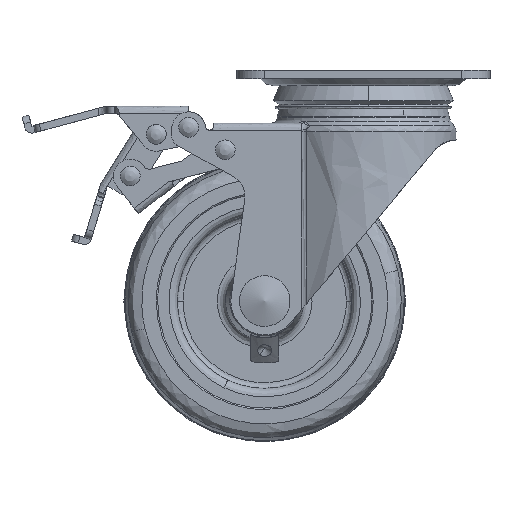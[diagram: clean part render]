
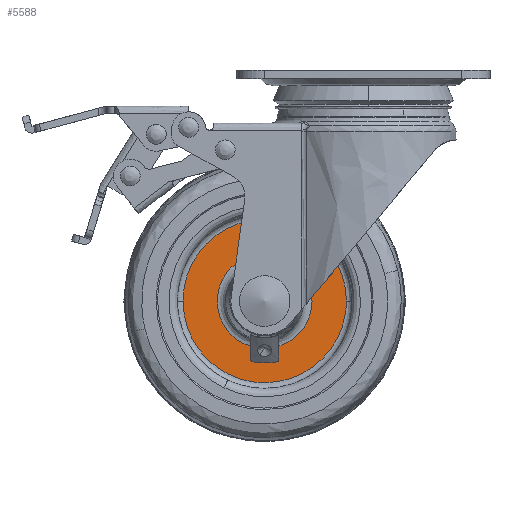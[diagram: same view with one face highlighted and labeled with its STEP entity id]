
A CAD part, front view. The second image highlights one B-rep face of the part: STEP entity #5588.
In plain terms, the highlighted free-form (B-spline) face has degree [1, 1] with [2, 2] control points.
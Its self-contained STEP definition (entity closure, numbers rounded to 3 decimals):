
#4887=CARTESIAN_POINT('',(-64.,-8.0,-82.));
#4888=VERTEX_POINT('',#4887);
#4902=CARTESIAN_POINT('',(-35.0,-8.0,-53.));
#4903=VERTEX_POINT('',#4902);
#4904=CARTESIAN_POINT('',(-35.0,-8.0,-53.));
#4905=CARTESIAN_POINT('',(-64.,-8.0,-53.));
#4906=CARTESIAN_POINT('',(-64.,-8.0,-82.));
#4914=(BOUNDED_CURVE()B_SPLINE_CURVE(2,(#4904,#4905,#4906),.UNSPECIFIED.,.F.,.U.)B_SPLINE_CURVE_WITH_KNOTS((3,3),(0.5,0.75),.UNSPECIFIED.)CURVE()GEOMETRIC_REPRESENTATION_ITEM()RATIONAL_B_SPLINE_CURVE((1.0,0.707,1.0))REPRESENTATION_ITEM(''));
#4915=EDGE_CURVE('',#4903,#4888,#4914,.T.);
#4917=CARTESIAN_POINT('',(-6.,-8.0,-82.));
#4918=VERTEX_POINT('',#4917);
#4919=CARTESIAN_POINT('',(-6.,-8.0,-82.));
#4920=CARTESIAN_POINT('',(-6.,-8.0,-53.));
#4921=CARTESIAN_POINT('',(-35.0,-8.0,-53.));
#4929=(BOUNDED_CURVE()B_SPLINE_CURVE(2,(#4919,#4920,#4921),.UNSPECIFIED.,.F.,.U.)B_SPLINE_CURVE_WITH_KNOTS((3,3),(0.25,0.5),.UNSPECIFIED.)CURVE()GEOMETRIC_REPRESENTATION_ITEM()RATIONAL_B_SPLINE_CURVE((1.,0.707,1.0))REPRESENTATION_ITEM(''));
#4930=EDGE_CURVE('',#4918,#4903,#4929,.T.);
#4973=CARTESIAN_POINT('',(-35.0,-8.0,-111.));
#4974=VERTEX_POINT('',#4973);
#4975=CARTESIAN_POINT('',(-35.0,-8.0,-111.));
#4976=CARTESIAN_POINT('',(-6.,-8.0,-111.));
#4977=CARTESIAN_POINT('',(-6.,-8.0,-82.));
#4985=(BOUNDED_CURVE()B_SPLINE_CURVE(2,(#4975,#4976,#4977),.UNSPECIFIED.,.F.,.U.)B_SPLINE_CURVE_WITH_KNOTS((3,3),(0.0,0.25),.UNSPECIFIED.)CURVE()GEOMETRIC_REPRESENTATION_ITEM()RATIONAL_B_SPLINE_CURVE((1.0,0.707,1.0))REPRESENTATION_ITEM(''));
#4986=EDGE_CURVE('',#4974,#4918,#4985,.T.);
#4988=CARTESIAN_POINT('',(-64.,-8.0,-82.));
#4989=CARTESIAN_POINT('',(-64.,-8.0,-111.));
#4990=CARTESIAN_POINT('',(-35.0,-8.0,-111.));
#4998=(BOUNDED_CURVE()B_SPLINE_CURVE(2,(#4988,#4989,#4990),.UNSPECIFIED.,.F.,.U.)B_SPLINE_CURVE_WITH_KNOTS((3,3),(0.75,1.0),.UNSPECIFIED.)CURVE()GEOMETRIC_REPRESENTATION_ITEM()RATIONAL_B_SPLINE_CURVE((1.0,0.707,1.0))REPRESENTATION_ITEM(''));
#4999=EDGE_CURVE('',#4888,#4974,#4998,.T.);
#5042=CARTESIAN_POINT('',(-30.0,-8.0,-98.051));
#5043=VERTEX_POINT('',#5042);
#5079=CARTESIAN_POINT('',(-40.0,-8.0,-98.051));
#5080=VERTEX_POINT('',#5079);
#5081=CARTESIAN_POINT('',(-30.0,-8.0,-98.051));
#5082=CARTESIAN_POINT('',(-28.991,-8.,-97.737));
#5083=CARTESIAN_POINT('',(-27.033,-8.,-96.918));
#5084=CARTESIAN_POINT('',(-24.586,-8.,-95.298));
#5085=CARTESIAN_POINT('',(-22.673,-8.0,-93.511));
#5086=CARTESIAN_POINT('',(-21.143,-8.,-91.623));
#5087=CARTESIAN_POINT('',(-19.932,-8.0,-89.587));
#5088=CARTESIAN_POINT('',(-19.05,-8.0,-87.457));
#5089=CARTESIAN_POINT('',(-18.43,-8.,-85.173));
#5090=CARTESIAN_POINT('',(-18.167,-8.,-83.006));
#5091=CARTESIAN_POINT('',(-18.198,-8.,-80.517));
#5092=CARTESIAN_POINT('',(-18.517,-8.,-78.419));
#5093=CARTESIAN_POINT('',(-19.246,-8.,-75.974));
#5094=CARTESIAN_POINT('',(-20.153,-8.,-73.987));
#5095=CARTESIAN_POINT('',(-21.603,-8.,-71.736));
#5096=CARTESIAN_POINT('',(-23.543,-8.,-69.534));
#5097=CARTESIAN_POINT('',(-25.995,-8.,-67.696));
#5098=CARTESIAN_POINT('',(-28.723,-8.,-66.325));
#5099=CARTESIAN_POINT('',(-31.522,-8.,-65.443));
#5100=CARTESIAN_POINT('',(-34.75,-8.,-65.084));
#5101=CARTESIAN_POINT('',(-37.799,-8.,-65.338));
#5102=CARTESIAN_POINT('',(-40.333,-8.0,-65.999));
#5103=CARTESIAN_POINT('',(-42.576,-8.0,-66.931));
#5104=CARTESIAN_POINT('',(-44.617,-8.,-68.134));
#5105=CARTESIAN_POINT('',(-46.843,-8.,-69.941));
#5106=CARTESIAN_POINT('',(-48.597,-8.,-71.977));
#5107=CARTESIAN_POINT('',(-50.017,-8.,-74.321));
#5108=CARTESIAN_POINT('',(-51.051,-8.,-76.727));
#5109=CARTESIAN_POINT('',(-51.718,-8.,-79.52));
#5110=CARTESIAN_POINT('',(-51.866,-8.,-82.136));
#5111=CARTESIAN_POINT('',(-51.642,-8.,-84.866));
#5112=CARTESIAN_POINT('',(-50.981,-8.,-87.536));
#5113=CARTESIAN_POINT('',(-49.703,-8.,-90.312));
#5114=CARTESIAN_POINT('',(-48.158,-8.,-92.581));
#5115=CARTESIAN_POINT('',(-46.057,-8.,-94.799));
#5116=CARTESIAN_POINT('',(-43.366,-8.,-96.734));
#5117=CARTESIAN_POINT('',(-41.128,-8.,-97.7));
#5118=CARTESIAN_POINT('',(-40.0,-8.0,-98.051));
#5119=B_SPLINE_CURVE_WITH_KNOTS('',3,(#5081,#5082,#5083,#5084,#5085,#5086,#5087,#5088,#5089,#5090,#5091,#5092,#5093,#5094,#5095,#5096,#5097,#5098,#5099,#5100,#5101,#5102,#5103,#5104,#5105,#5106,#5107,#5108,#5109,#5110,#5111,#5112,#5113,#5114,#5115,#5116,#5117,#5118),.UNSPECIFIED.,.F.,.U.,(4,1,1,1,1,1,1,1,1,1,1,1,1,1,1,1,1,1,1,1,1,1,1,1,1,1,1,1,1,1,1,1,1,1,1,4),(0.,3.17,6.34,8.765,11.003,13.613,15.851,17.903,20.7,22.378,25.362,27.04,30.024,31.889,35.059,38.789,41.027,44.197,47.554,50.724,53.335,55.386,57.997,60.421,63.965,66.016,68.627,71.797,74.594,76.459,80.002,82.8,85.597,88.208,91.937,95.481),.UNSPECIFIED.);
#5120=EDGE_CURVE('',#5043,#5080,#5119,.T.);
#5477=CARTESIAN_POINT('',(-40.0,-8.,-102.616));
#5478=VERTEX_POINT('',#5477);
#5479=CARTESIAN_POINT('',(-40.0,-8.,-102.616));
#5480=CARTESIAN_POINT('',(-40.0,-8.0,-98.051));
#5481=QUASI_UNIFORM_CURVE('',1,(#5479,#5480),.UNSPECIFIED.,.F.,.U.);
#5482=EDGE_CURVE('',#5478,#5080,#5481,.T.);
#5512=CARTESIAN_POINT('',(-30.0,-8.,-102.616));
#5513=VERTEX_POINT('',#5512);
#5519=CARTESIAN_POINT('',(-30.0,-8.0,-98.051));
#5520=CARTESIAN_POINT('',(-30.0,-8.,-102.616));
#5521=QUASI_UNIFORM_CURVE('',1,(#5519,#5520),.UNSPECIFIED.,.F.,.U.);
#5522=EDGE_CURVE('',#5043,#5513,#5521,.T.);
#5529=CARTESIAN_POINT('',(-66.897,-8.0,-50.103));
#5530=CARTESIAN_POINT('',(-66.897,-8.0,-113.897));
#5531=CARTESIAN_POINT('',(-3.103,-8.0,-50.103));
#5532=CARTESIAN_POINT('',(-3.103,-8.0,-113.897));
#5533=B_SPLINE_SURFACE_WITH_KNOTS('',1,1,((#5529,#5531),(#5530,#5532)),.UNSPECIFIED.,.F.,.F.,.U.,(2,2),(2,2),(0.0,63.794),(0.0,63.794),.UNSPECIFIED.);
#5534=ORIENTED_EDGE('',*,*,#4986,.T.);
#5535=ORIENTED_EDGE('',*,*,#4930,.T.);
#5536=ORIENTED_EDGE('',*,*,#4915,.T.);
#5537=ORIENTED_EDGE('',*,*,#4999,.T.);
#5538=EDGE_LOOP('',(#5534,#5535,#5536,#5537));
#5539=FACE_OUTER_BOUND('',#5538,.T.);
#5540=CARTESIAN_POINT('',(-39.19,-8.,-103.597));
#5541=VERTEX_POINT('',#5540);
#5542=CARTESIAN_POINT('',(-39.19,-8.,-103.597));
#5543=CARTESIAN_POINT('',(-40.,-8.,-103.44));
#5544=CARTESIAN_POINT('',(-40.,-8.,-102.616));
#5552=(BOUNDED_CURVE()B_SPLINE_CURVE(2,(#5542,#5543,#5544),.UNSPECIFIED.,.F.,.U.)CURVE()GEOMETRIC_REPRESENTATION_ITEM()QUASI_UNIFORM_CURVE()RATIONAL_B_SPLINE_CURVE((1.0,0.772,1.0))REPRESENTATION_ITEM(''));
#5553=EDGE_CURVE('',#5541,#5478,#5552,.T.);
#5554=ORIENTED_EDGE('',*,*,#5553,.T.);
#5555=ORIENTED_EDGE('',*,*,#5482,.T.);
#5556=ORIENTED_EDGE('',*,*,#5120,.F.);
#5557=ORIENTED_EDGE('',*,*,#5522,.T.);
#5558=CARTESIAN_POINT('',(-30.81,-8.,-103.597));
#5559=VERTEX_POINT('',#5558);
#5560=CARTESIAN_POINT('',(-30.0,-8.,-102.616));
#5561=CARTESIAN_POINT('',(-30.,-8.,-103.44));
#5562=CARTESIAN_POINT('',(-30.81,-8.,-103.597));
#5570=(BOUNDED_CURVE()B_SPLINE_CURVE(2,(#5560,#5561,#5562),.UNSPECIFIED.,.F.,.U.)CURVE()GEOMETRIC_REPRESENTATION_ITEM()QUASI_UNIFORM_CURVE()RATIONAL_B_SPLINE_CURVE((1.0,0.772,1.0))REPRESENTATION_ITEM(''));
#5571=EDGE_CURVE('',#5513,#5559,#5570,.T.);
#5572=ORIENTED_EDGE('',*,*,#5571,.T.);
#5573=CARTESIAN_POINT('',(-30.81,-8.,-103.597));
#5574=CARTESIAN_POINT('',(-35.,-8.,-104.41));
#5575=CARTESIAN_POINT('',(-39.19,-8.,-103.597));
#5583=(BOUNDED_CURVE()B_SPLINE_CURVE(2,(#5573,#5574,#5575),.UNSPECIFIED.,.F.,.U.)CURVE()GEOMETRIC_REPRESENTATION_ITEM()QUASI_UNIFORM_CURVE()RATIONAL_B_SPLINE_CURVE((1.0,0.982,1.0))REPRESENTATION_ITEM(''));
#5584=EDGE_CURVE('',#5559,#5541,#5583,.T.);
#5585=ORIENTED_EDGE('',*,*,#5584,.T.);
#5586=EDGE_LOOP('',(#5554,#5555,#5556,#5557,#5572,#5585));
#5587=FACE_BOUND('',#5586,.T.);
#5588=ADVANCED_FACE('',(#5539,#5587),#5533,.T.);
